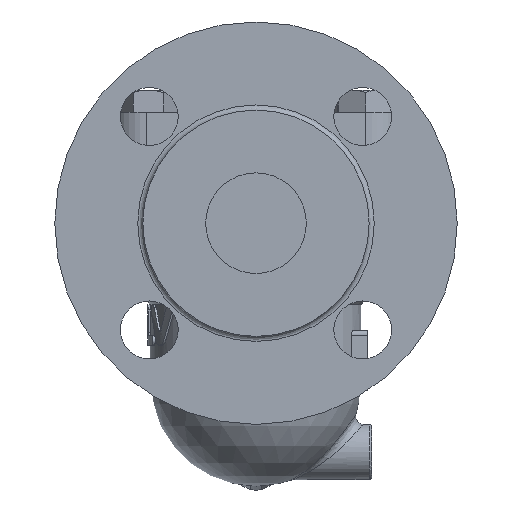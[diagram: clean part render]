
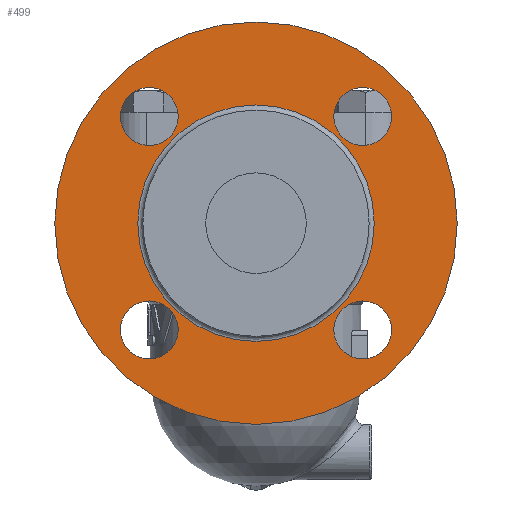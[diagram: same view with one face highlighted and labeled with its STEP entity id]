
A CAD part, left-side view. The second image highlights one B-rep face of the part: STEP entity #499.
In plain terms, the highlighted free-form (B-spline) face has degree [1, 1] with [2, 2] control points.
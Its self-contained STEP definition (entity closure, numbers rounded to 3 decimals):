
#244=CARTESIAN_POINT('',(-133.,0.0,53.));
#245=VERTEX_POINT('',#244);
#246=CARTESIAN_POINT('',(-133.0,0.0,-27.));
#247=DIRECTION('',(-1.0,0.0,0.0));
#248=DIRECTION('',(0.0,0.0,1.0));
#249=AXIS2_PLACEMENT_3D('',#246,#247,#248);
#250=CIRCLE('',#249,80.);
#251=EDGE_CURVE('',#245,#245,#250,.T.);
#421=CARTESIAN_POINT('',(-133.,0.0,20.));
#422=VERTEX_POINT('',#421);
#423=CARTESIAN_POINT('',(-133.0,0.0,-27.));
#424=DIRECTION('',(-1.0,0.0,0.0));
#425=DIRECTION('',(0.0,0.0,-1.0));
#426=AXIS2_PLACEMENT_3D('',#423,#424,#425);
#427=CIRCLE('',#426,47.0);
#428=EDGE_CURVE('',#422,#422,#427,.T.);
#444=CARTESIAN_POINT('',(-133.,80.,53.));
#445=CARTESIAN_POINT('',(-133.,80.,-107.));
#446=CARTESIAN_POINT('',(-133.,-80.,53.));
#447=CARTESIAN_POINT('',(-133.,-80.,-107.));
#448=B_SPLINE_SURFACE_WITH_KNOTS('',1,1,((#444,#446),(#445,#447)),.UNSPECIFIED.,.F.,.F.,.U.,(2,2),(2,2),(0.0,160.0),(0.0,160.),.UNSPECIFIED.);
#449=ORIENTED_EDGE('',*,*,#251,.T.);
#450=EDGE_LOOP('',(#449));
#451=FACE_OUTER_BOUND('',#450,.T.);
#452=CARTESIAN_POINT('',(-133.,42.426,3.926));
#453=VERTEX_POINT('',#452);
#454=CARTESIAN_POINT('',(-133.,42.426,15.426));
#455=DIRECTION('',(1.0,0.0,0.0));
#456=DIRECTION('',(0.0,0.0,-1.0));
#457=AXIS2_PLACEMENT_3D('',#454,#455,#456);
#458=CIRCLE('',#457,11.5);
#459=EDGE_CURVE('',#453,#453,#458,.T.);
#460=ORIENTED_EDGE('',*,*,#459,.T.);
#461=EDGE_LOOP('',(#460));
#462=FACE_BOUND('',#461,.T.);
#463=CARTESIAN_POINT('',(-133.0,30.926,-69.426));
#464=VERTEX_POINT('',#463);
#465=CARTESIAN_POINT('',(-133.,42.426,-69.426));
#466=DIRECTION('',(1.0,0.0,0.0));
#467=DIRECTION('',(0.0,-1.0,0.0));
#468=AXIS2_PLACEMENT_3D('',#465,#466,#467);
#469=CIRCLE('',#468,11.5);
#470=EDGE_CURVE('',#464,#464,#469,.T.);
#471=ORIENTED_EDGE('',*,*,#470,.T.);
#472=EDGE_LOOP('',(#471));
#473=FACE_BOUND('',#472,.T.);
#474=CARTESIAN_POINT('',(-133.0,-42.426,-57.926));
#475=VERTEX_POINT('',#474);
#476=CARTESIAN_POINT('',(-133.,-42.426,-69.426));
#477=DIRECTION('',(1.0,0.0,0.0));
#478=DIRECTION('',(0.0,0.0,1.0));
#479=AXIS2_PLACEMENT_3D('',#476,#477,#478);
#480=CIRCLE('',#479,11.5);
#481=EDGE_CURVE('',#475,#475,#480,.T.);
#482=ORIENTED_EDGE('',*,*,#481,.T.);
#483=EDGE_LOOP('',(#482));
#484=FACE_BOUND('',#483,.T.);
#485=CARTESIAN_POINT('',(-133.,-30.926,15.426));
#486=VERTEX_POINT('',#485);
#487=CARTESIAN_POINT('',(-133.,-42.426,15.426));
#488=DIRECTION('',(1.0,0.0,0.0));
#489=DIRECTION('',(0.0,1.0,0.0));
#490=AXIS2_PLACEMENT_3D('',#487,#488,#489);
#491=CIRCLE('',#490,11.5);
#492=EDGE_CURVE('',#486,#486,#491,.T.);
#493=ORIENTED_EDGE('',*,*,#492,.T.);
#494=EDGE_LOOP('',(#493));
#495=FACE_BOUND('',#494,.T.);
#496=ORIENTED_EDGE('',*,*,#428,.F.);
#497=EDGE_LOOP('',(#496));
#498=FACE_BOUND('',#497,.T.);
#499=ADVANCED_FACE('',(#451,#462,#473,#484,#495,#498),#448,.T.);
